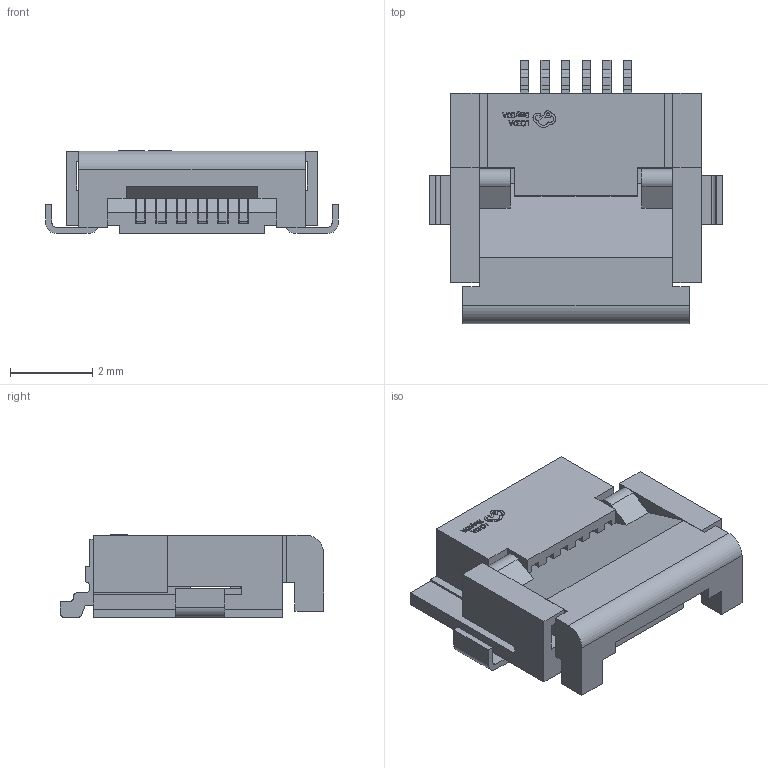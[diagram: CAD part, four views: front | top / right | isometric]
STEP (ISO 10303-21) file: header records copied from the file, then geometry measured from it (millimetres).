
FILE_DESCRIPTION (( 'STEP AP214' ), '1' );
FILE_NAME ('FPC-SMD_FH12-6S-0.5SH-55.step', '2022-07-06T14:01:01', ( '' ), ( '' ), 'SwSTEP 2.0', 'SolidWorks 2020', '' );
FILE_SCHEMA (( 'AUTOMOTIVE_DESIGN' ));
Length unit declared in the file: millimetre
Products named in the file (1): FPC-SMD_FH12-6S-0.5SH-55
Bounding box: 7.1 x 6.4 x 2.01 mm (x, y, z)
Volume: 45.7 mm3; surface area: 296.4 mm2
Topology: 10 solids, 10 shells, 704 faces, 1998 edges, 1330 vertices
Faces by surface type: plane 489, bspline 146, cylinder 69
Entity records: 31643 total; most frequent: CARTESIAN_POINT 7643, ORIENTED_EDGE 3996, DIRECTION 2958, EDGE_CURVE 1998, VECTOR 1564, LINE 1564, VERTEX_POINT 1330, EDGE_LOOP 736
